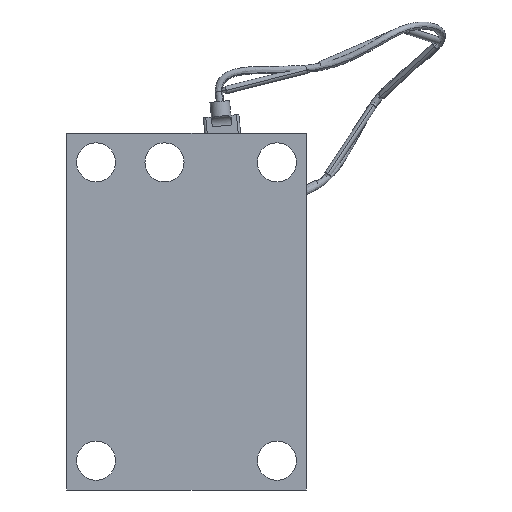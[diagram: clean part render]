
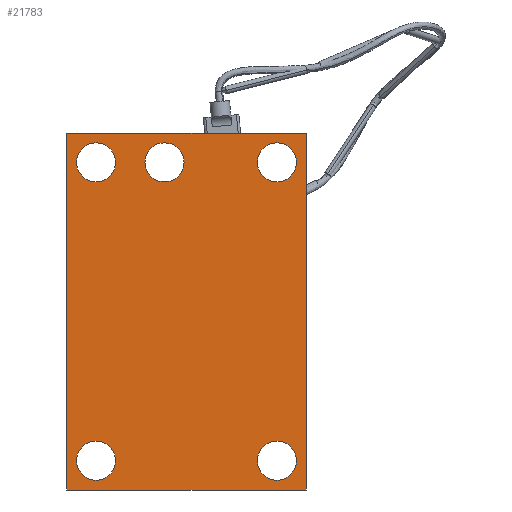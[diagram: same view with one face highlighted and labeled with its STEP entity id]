
A CAD part, front view. The second image highlights one B-rep face of the part: STEP entity #21783.
In plain terms, the highlighted planar face has unit normal (0, -1, 0).
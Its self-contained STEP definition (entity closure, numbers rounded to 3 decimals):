
#2 = ORIENTED_EDGE ( 'NONE', *, *, #8329, .T. ) ;
#94 = CARTESIAN_POINT ( 'NONE',  ( 9.25, 0., 15.25 ) ) ;
#1149 = FACE_BOUND ( 'NONE', #6283, .T. ) ;
#1175 = ORIENTED_EDGE ( 'NONE', *, *, #8543, .T. ) ;
#1355 = ORIENTED_EDGE ( 'NONE', *, *, #16731, .T. ) ;
#1381 = ORIENTED_EDGE ( 'NONE', *, *, #20527, .T. ) ;
#1399 = CIRCLE ( 'NONE', #6728, 2. ) ;
#1465 = VERTEX_POINT ( 'NONE', #25240 ) ;
#1489 = DIRECTION ( 'NONE',  ( 0., 0., 1. ) ) ;
#1828 = LINE ( 'NONE', #21036, #29924 ) ;
#1972 = EDGE_CURVE ( 'NONE', #30952, #25714, #6939, .T. ) ;
#1983 = VERTEX_POINT ( 'NONE', #27546 ) ;
#2042 = CARTESIAN_POINT ( 'NONE',  ( 9.25, 0., 17.25 ) ) ;
#2133 = CARTESIAN_POINT ( 'NONE',  ( -9.25, 0., 15.25 ) ) ;
#2516 = ORIENTED_EDGE ( 'NONE', *, *, #35036, .F. ) ;
#2529 = DIRECTION ( 'NONE',  ( 0., 0., 1. ) ) ;
#2819 = DIRECTION ( 'NONE',  ( 0., 0., 1. ) ) ;
#3186 = DIRECTION ( 'NONE',  ( 0., 0., -1. ) ) ;
#3204 = DIRECTION ( 'NONE',  ( -1., 0., 0. ) ) ;
#3440 = DIRECTION ( 'NONE',  ( 0., 1., 0. ) ) ;
#4789 = CARTESIAN_POINT ( 'NONE',  ( -9.25, 0., -15.25 ) ) ;
#5295 = DIRECTION ( 'NONE',  ( 0., 0., 1. ) ) ;
#5584 = CIRCLE ( 'NONE', #29803, 2. ) ;
#5765 = DIRECTION ( 'NONE',  ( 0., 1., 0. ) ) ;
#5862 = CARTESIAN_POINT ( 'NONE',  ( -12.25, 0., 18.25 ) ) ;
#5873 = CIRCLE ( 'NONE', #23541, 2. ) ;
#5915 = VERTEX_POINT ( 'NONE', #19053 ) ;
#6177 = CIRCLE ( 'NONE', #15938, 2. ) ;
#6283 = EDGE_LOOP ( 'NONE', ( #1381, #1355 ) ) ;
#6728 = AXIS2_PLACEMENT_3D ( 'NONE', #33057, #5765, #8501 ) ;
#6939 = LINE ( 'NONE', #5862, #34224 ) ;
#7116 = ORIENTED_EDGE ( 'NONE', *, *, #7164, .T. ) ;
#7164 = EDGE_CURVE ( 'NONE', #16802, #24755, #22392, .T. ) ;
#7213 = VERTEX_POINT ( 'NONE', #20410 ) ;
#7911 = CARTESIAN_POINT ( 'NONE',  ( -9.25, 0., 17.25 ) ) ;
#8329 = EDGE_CURVE ( 'NONE', #19582, #14414, #30822, .T. ) ;
#8373 = VERTEX_POINT ( 'NONE', #13378 ) ;
#8501 = DIRECTION ( 'NONE',  ( 0., 0., 1. ) ) ;
#8543 = EDGE_CURVE ( 'NONE', #33538, #1465, #1399, .T. ) ;
#9117 = DIRECTION ( 'NONE',  ( 0., 0., -1. ) ) ;
#9451 = DIRECTION ( 'NONE',  ( 0., 1., 0. ) ) ;
#10413 = ORIENTED_EDGE ( 'NONE', *, *, #33299, .T. ) ;
#10564 = ORIENTED_EDGE ( 'NONE', *, *, #1972, .F. ) ;
#10702 = ORIENTED_EDGE ( 'NONE', *, *, #18529, .T. ) ;
#11345 = VERTEX_POINT ( 'NONE', #7911 ) ;
#11620 = PLANE ( 'NONE',  #21676 ) ;
#11793 = DIRECTION ( 'NONE',  ( 0., 1., 0. ) ) ;
#12125 = EDGE_CURVE ( 'NONE', #8373, #30952, #20803, .T. ) ;
#12534 = EDGE_CURVE ( 'NONE', #14414, #19582, #5873, .T. ) ;
#12654 = AXIS2_PLACEMENT_3D ( 'NONE', #26868, #21605, #5295 ) ;
#13192 = EDGE_LOOP ( 'NONE', ( #1175, #10702 ) ) ;
#13378 = CARTESIAN_POINT ( 'NONE',  ( 12.25, 0., -18.25 ) ) ;
#13446 = CARTESIAN_POINT ( 'NONE',  ( 9.25, 0., -17.25 ) ) ;
#14414 = VERTEX_POINT ( 'NONE', #2042 ) ;
#14708 = EDGE_CURVE ( 'NONE', #11345, #7213, #30387, .T. ) ;
#15037 = DIRECTION ( 'NONE',  ( 0., 0., 1. ) ) ;
#15078 = EDGE_CURVE ( 'NONE', #1983, #8373, #27356, .T. ) ;
#15849 = DIRECTION ( 'NONE',  ( 0., 1., 0. ) ) ;
#15920 = DIRECTION ( 'NONE',  ( 0., 0., 1. ) ) ;
#15938 = AXIS2_PLACEMENT_3D ( 'NONE', #25876, #11793, #33975 ) ;
#16644 = CARTESIAN_POINT ( 'NONE',  ( -12.25, 0., -18.25 ) ) ;
#16731 = EDGE_CURVE ( 'NONE', #27182, #5915, #24592, .T. ) ;
#16802 = VERTEX_POINT ( 'NONE', #24554 ) ;
#17296 = FACE_OUTER_BOUND ( 'NONE', #25644, .T. ) ;
#17397 = CARTESIAN_POINT ( 'NONE',  ( -2.25, 0., 15.25 ) ) ;
#18119 = DIRECTION ( 'NONE',  ( 0., 1., 0. ) ) ;
#18529 = EDGE_CURVE ( 'NONE', #1465, #33538, #5584, .T. ) ;
#18878 = DIRECTION ( 'NONE',  ( 1., 0., 0. ) ) ;
#19053 = CARTESIAN_POINT ( 'NONE',  ( -9.25, 0., -17.25 ) ) ;
#19112 = DIRECTION ( 'NONE',  ( 0., 1., 0. ) ) ;
#19120 = AXIS2_PLACEMENT_3D ( 'NONE', #34482, #18119, #34247 ) ;
#19369 = CARTESIAN_POINT ( 'NONE',  ( 0., 0., 0. ) ) ;
#19564 = ORIENTED_EDGE ( 'NONE', *, *, #14708, .T. ) ;
#19582 = VERTEX_POINT ( 'NONE', #31079 ) ;
#19867 = CARTESIAN_POINT ( 'NONE',  ( -9.25, 0., -13.25 ) ) ;
#19919 = CIRCLE ( 'NONE', #25367, 2. ) ;
#20048 = EDGE_CURVE ( 'NONE', #7213, #11345, #22864, .T. ) ;
#20064 = ORIENTED_EDGE ( 'NONE', *, *, #20048, .T. ) ;
#20309 = FACE_BOUND ( 'NONE', #13192, .T. ) ;
#20410 = CARTESIAN_POINT ( 'NONE',  ( -9.25, 0., 13.25 ) ) ;
#20527 = EDGE_CURVE ( 'NONE', #5915, #27182, #6177, .T. ) ;
#20565 = CARTESIAN_POINT ( 'NONE',  ( -2.25, 0., 17.25 ) ) ;
#20803 = LINE ( 'NONE', #16644, #21649 ) ;
#21036 = CARTESIAN_POINT ( 'NONE',  ( -12.25, 0., 18.25 ) ) ;
#21048 = DIRECTION ( 'NONE',  ( 0., 1., 0. ) ) ;
#21605 = DIRECTION ( 'NONE',  ( 0., 1., 0. ) ) ;
#21649 = VECTOR ( 'NONE', #3204, 1000. ) ;
#21676 = AXIS2_PLACEMENT_3D ( 'NONE', #19369, #30443, #3186 ) ;
#21783 = ADVANCED_FACE ( 'NONE', ( #33961, #20309, #17296, #1149, #34803, #26702 ), #11620, .T. ) ;
#21790 = EDGE_LOOP ( 'NONE', ( #20064, #19564 ) ) ;
#22392 = CIRCLE ( 'NONE', #30860, 2. ) ;
#22864 = CIRCLE ( 'NONE', #19120, 2. ) ;
#22995 = ORIENTED_EDGE ( 'NONE', *, *, #15078, .F. ) ;
#23541 = AXIS2_PLACEMENT_3D ( 'NONE', #94, #19112, #2819 ) ;
#24554 = CARTESIAN_POINT ( 'NONE',  ( -2.25, 0., 13.25 ) ) ;
#24592 = CIRCLE ( 'NONE', #27160, 2. ) ;
#24755 = VERTEX_POINT ( 'NONE', #20565 ) ;
#25240 = CARTESIAN_POINT ( 'NONE',  ( 9.25, 0., -13.25 ) ) ;
#25337 = CARTESIAN_POINT ( 'NONE',  ( 12.25, 0., 18.25 ) ) ;
#25367 = AXIS2_PLACEMENT_3D ( 'NONE', #28510, #31363, #15037 ) ;
#25644 = EDGE_LOOP ( 'NONE', ( #22995, #2516, #10564, #27338 ) ) ;
#25714 = VERTEX_POINT ( 'NONE', #27891 ) ;
#25876 = CARTESIAN_POINT ( 'NONE',  ( -9.25, 0., -15.25 ) ) ;
#25887 = EDGE_LOOP ( 'NONE', ( #7116, #10413 ) ) ;
#26702 = FACE_BOUND ( 'NONE', #25887, .T. ) ;
#26868 = CARTESIAN_POINT ( 'NONE',  ( 9.25, 0., 15.25 ) ) ;
#27160 = AXIS2_PLACEMENT_3D ( 'NONE', #4789, #15849, #2529 ) ;
#27182 = VERTEX_POINT ( 'NONE', #19867 ) ;
#27338 = ORIENTED_EDGE ( 'NONE', *, *, #12125, .F. ) ;
#27356 = LINE ( 'NONE', #25337, #33761 ) ;
#27546 = CARTESIAN_POINT ( 'NONE',  ( 12.25, 0., 18.25 ) ) ;
#27891 = CARTESIAN_POINT ( 'NONE',  ( -12.25, 0., 18.25 ) ) ;
#28085 = CARTESIAN_POINT ( 'NONE',  ( 9.25, 0., -15.25 ) ) ;
#28143 = ORIENTED_EDGE ( 'NONE', *, *, #12534, .T. ) ;
#28510 = CARTESIAN_POINT ( 'NONE',  ( -2.25, 0., 15.25 ) ) ;
#29541 = AXIS2_PLACEMENT_3D ( 'NONE', #2133, #21048, #15920 ) ;
#29803 = AXIS2_PLACEMENT_3D ( 'NONE', #28085, #3440, #33368 ) ;
#29924 = VECTOR ( 'NONE', #18878, 1000. ) ;
#30387 = CIRCLE ( 'NONE', #29541, 2. ) ;
#30443 = DIRECTION ( 'NONE',  ( 0., -1., 0. ) ) ;
#30822 = CIRCLE ( 'NONE', #12654, 2. ) ;
#30860 = AXIS2_PLACEMENT_3D ( 'NONE', #17397, #9451, #1489 ) ;
#30952 = VERTEX_POINT ( 'NONE', #33229 ) ;
#31079 = CARTESIAN_POINT ( 'NONE',  ( 9.25, 0., 13.25 ) ) ;
#31363 = DIRECTION ( 'NONE',  ( 0., 1., 0. ) ) ;
#32058 = EDGE_LOOP ( 'NONE', ( #2, #28143 ) ) ;
#33057 = CARTESIAN_POINT ( 'NONE',  ( 9.25, 0., -15.25 ) ) ;
#33144 = DIRECTION ( 'NONE',  ( 0., 0., 1. ) ) ;
#33229 = CARTESIAN_POINT ( 'NONE',  ( -12.25, 0., -18.25 ) ) ;
#33299 = EDGE_CURVE ( 'NONE', #24755, #16802, #19919, .T. ) ;
#33368 = DIRECTION ( 'NONE',  ( 0., 0., 1. ) ) ;
#33538 = VERTEX_POINT ( 'NONE', #13446 ) ;
#33761 = VECTOR ( 'NONE', #9117, 1000. ) ;
#33961 = FACE_BOUND ( 'NONE', #21790, .T. ) ;
#33975 = DIRECTION ( 'NONE',  ( 0., 0., 1. ) ) ;
#34224 = VECTOR ( 'NONE', #33144, 1000. ) ;
#34247 = DIRECTION ( 'NONE',  ( 0., 0., 1. ) ) ;
#34482 = CARTESIAN_POINT ( 'NONE',  ( -9.25, 0., 15.25 ) ) ;
#34803 = FACE_BOUND ( 'NONE', #32058, .T. ) ;
#35036 = EDGE_CURVE ( 'NONE', #25714, #1983, #1828, .T. ) ;
